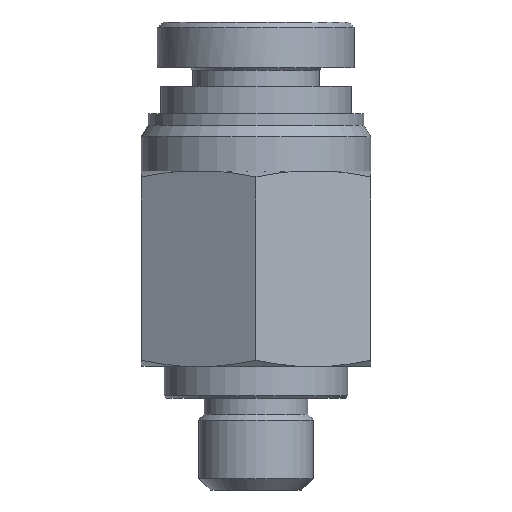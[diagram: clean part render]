
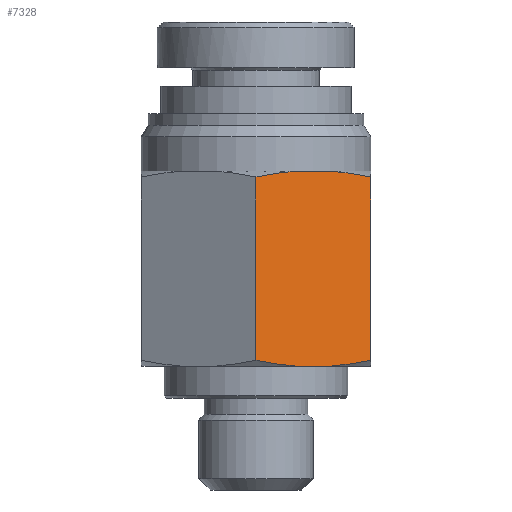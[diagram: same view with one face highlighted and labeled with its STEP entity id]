
A CAD part, left-side view. The second image highlights one B-rep face of the part: STEP entity #7328.
In plain terms, the highlighted face is planar.
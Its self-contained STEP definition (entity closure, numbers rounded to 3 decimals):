
#6384=CARTESIAN_POINT('',(-5.,13.645,-2.887));
#6385=VERTEX_POINT('',#6384);
#6399=CARTESIAN_POINT('',(-5.0,5.655,-2.887));
#6400=VERTEX_POINT('',#6399);
#6401=CARTESIAN_POINT('',(-5.,13.645,-2.887));
#6402=DIRECTION('',(0.0,-1.0,0.0));
#6403=VECTOR('',#6402,7.99);
#6404=LINE('',#6401,#6403);
#6405=EDGE_CURVE('',#6385,#6400,#6404,.T.);
#6767=CARTESIAN_POINT('',(-3.245,5.4,-3.9));
#6768=VERTEX_POINT('',#6767);
#6769=CARTESIAN_POINT('',(-3.245,5.4,-3.9));
#6770=CARTESIAN_POINT('',(-4.066,5.459,-3.426));
#6771=CARTESIAN_POINT('',(-5.0,5.655,-2.887));
#6779=(BOUNDED_CURVE()B_SPLINE_CURVE(2,(#6769,#6770,#6771),.UNSPECIFIED.,.F.,.U.)B_SPLINE_CURVE_WITH_KNOTS((3,3),(0.0,0.236),.UNSPECIFIED.)CURVE()GEOMETRIC_REPRESENTATION_ITEM()RATIONAL_B_SPLINE_CURVE((1.0,1.041,1.046))REPRESENTATION_ITEM(''));
#6780=EDGE_CURVE('',#6768,#6400,#6779,.T.);
#6798=CARTESIAN_POINT('',(0.,5.655,-5.774));
#6799=VERTEX_POINT('',#6798);
#6800=CARTESIAN_POINT('',(-1.755,5.4,-4.76));
#6801=VERTEX_POINT('',#6800);
#6802=CARTESIAN_POINT('',(0.,5.655,-5.774));
#6803=CARTESIAN_POINT('',(-0.934,5.459,-5.234));
#6804=CARTESIAN_POINT('',(-1.755,5.4,-4.76));
#6812=(BOUNDED_CURVE()B_SPLINE_CURVE(2,(#6802,#6803,#6804),.UNSPECIFIED.,.F.,.U.)B_SPLINE_CURVE_WITH_KNOTS((3,3),(0.303,0.539),.UNSPECIFIED.)CURVE()GEOMETRIC_REPRESENTATION_ITEM()RATIONAL_B_SPLINE_CURVE((1.046,1.041,1.0))REPRESENTATION_ITEM(''));
#6813=EDGE_CURVE('',#6799,#6801,#6812,.T.);
#7260=CARTESIAN_POINT('',(-5.,13.9,-2.887));
#7261=DIRECTION('',(-0.5,0.,-0.866));
#7262=DIRECTION('',(0.866,0.,-0.5));
#7263=AXIS2_PLACEMENT_3D('',#7260,#7261,#7262);
#7264=PLANE('',#7263);
#7265=ORIENTED_EDGE('',*,*,#6780,.T.);
#7266=ORIENTED_EDGE('',*,*,#6405,.F.);
#7267=CARTESIAN_POINT('',(-3.245,13.9,-3.9));
#7268=VERTEX_POINT('',#7267);
#7269=CARTESIAN_POINT('',(-5.,13.645,-2.887));
#7270=CARTESIAN_POINT('',(-4.066,13.841,-3.426));
#7271=CARTESIAN_POINT('',(-3.245,13.9,-3.9));
#7279=(BOUNDED_CURVE()B_SPLINE_CURVE(2,(#7269,#7270,#7271),.UNSPECIFIED.,.F.,.U.)B_SPLINE_CURVE_WITH_KNOTS((3,3),(0.303,0.539),.UNSPECIFIED.)CURVE()GEOMETRIC_REPRESENTATION_ITEM()RATIONAL_B_SPLINE_CURVE((1.046,1.041,1.0))REPRESENTATION_ITEM(''));
#7280=EDGE_CURVE('',#6385,#7268,#7279,.T.);
#7281=ORIENTED_EDGE('',*,*,#7280,.T.);
#7282=CARTESIAN_POINT('',(-2.5,13.9,-4.33));
#7283=VERTEX_POINT('',#7282);
#7284=CARTESIAN_POINT('',(-2.5,13.9,-4.33));
#7285=DIRECTION('',(-0.866,0.0,0.5));
#7286=VECTOR('',#7285,0.86);
#7287=LINE('',#7284,#7286);
#7288=EDGE_CURVE('',#7283,#7268,#7287,.T.);
#7289=ORIENTED_EDGE('',*,*,#7288,.F.);
#7290=CARTESIAN_POINT('',(-1.755,13.9,-4.76));
#7291=VERTEX_POINT('',#7290);
#7292=CARTESIAN_POINT('',(-1.755,13.9,-4.76));
#7293=DIRECTION('',(-0.866,0.0,0.5));
#7294=VECTOR('',#7293,0.86);
#7295=LINE('',#7292,#7294);
#7296=EDGE_CURVE('',#7291,#7283,#7295,.T.);
#7297=ORIENTED_EDGE('',*,*,#7296,.F.);
#7298=CARTESIAN_POINT('',(0.,13.645,-5.774));
#7299=VERTEX_POINT('',#7298);
#7300=CARTESIAN_POINT('',(-1.755,13.9,-4.76));
#7301=CARTESIAN_POINT('',(-0.934,13.841,-5.234));
#7302=CARTESIAN_POINT('',(0.,13.645,-5.774));
#7310=(BOUNDED_CURVE()B_SPLINE_CURVE(2,(#7300,#7301,#7302),.UNSPECIFIED.,.F.,.U.)B_SPLINE_CURVE_WITH_KNOTS((3,3),(0.0,0.236),.UNSPECIFIED.)CURVE()GEOMETRIC_REPRESENTATION_ITEM()RATIONAL_B_SPLINE_CURVE((1.0,1.041,1.046))REPRESENTATION_ITEM(''));
#7311=EDGE_CURVE('',#7291,#7299,#7310,.T.);
#7312=ORIENTED_EDGE('',*,*,#7311,.T.);
#7313=CARTESIAN_POINT('',(0.,13.645,-5.774));
#7314=DIRECTION('',(0.0,-1.0,0.0));
#7315=VECTOR('',#7314,7.99);
#7316=LINE('',#7313,#7315);
#7317=EDGE_CURVE('',#7299,#6799,#7316,.T.);
#7318=ORIENTED_EDGE('',*,*,#7317,.T.);
#7319=ORIENTED_EDGE('',*,*,#6813,.T.);
#7320=CARTESIAN_POINT('',(-3.245,5.4,-3.9));
#7321=DIRECTION('',(0.866,0.0,-0.5));
#7322=VECTOR('',#7321,1.721);
#7323=LINE('',#7320,#7322);
#7324=EDGE_CURVE('',#6768,#6801,#7323,.T.);
#7325=ORIENTED_EDGE('',*,*,#7324,.F.);
#7326=EDGE_LOOP('',(#7265,#7266,#7281,#7289,#7297,#7312,#7318,#7319,#7325));
#7327=FACE_OUTER_BOUND('',#7326,.T.);
#7328=ADVANCED_FACE('',(#7327),#7264,.T.);
